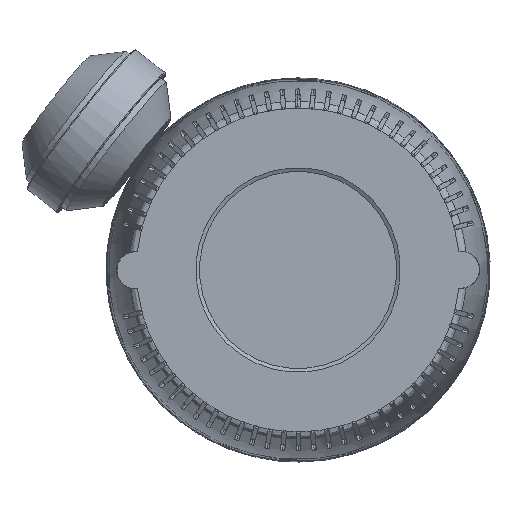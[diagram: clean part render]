
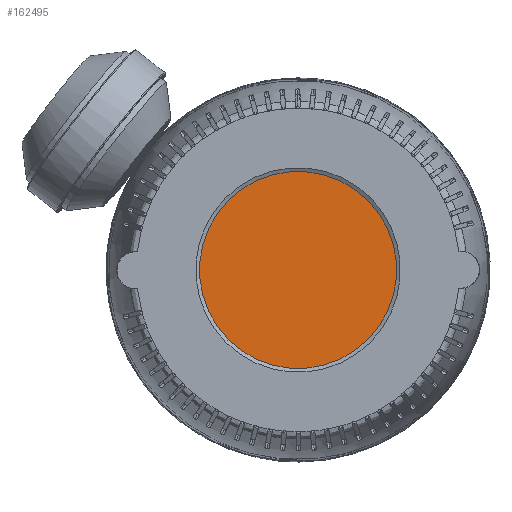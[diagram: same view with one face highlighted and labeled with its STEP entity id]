
A CAD part, front view. The second image highlights one B-rep face of the part: STEP entity #162495.
In plain terms, the highlighted face is planar.
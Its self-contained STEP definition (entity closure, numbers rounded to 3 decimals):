
#1468 = EDGE_LOOP ( 'NONE', ( #146267, #150599 ) ) ;
#21018 = AXIS2_PLACEMENT_3D ( 'NONE', #165346, #64379, #49011 ) ;
#29562 = VERTEX_POINT ( 'NONE', #111101 ) ;
#49011 = DIRECTION ( 'NONE',  ( -1., 0., 0. ) ) ;
#50511 = CARTESIAN_POINT ( 'NONE',  ( 8.5, 0., -120.1 ) ) ;
#64379 = DIRECTION ( 'NONE',  ( 0., 0., 1. ) ) ;
#70165 = CIRCLE ( 'NONE', #21018, 45.768 ) ;
#76154 = DIRECTION ( 'NONE',  ( -1., 0., 0. ) ) ;
#96245 = CARTESIAN_POINT ( 'NONE',  ( -37.268, 0., -120.1 ) ) ;
#106891 = CARTESIAN_POINT ( 'NONE',  ( 137.951, -0.242, -120.1 ) ) ;
#111101 = CARTESIAN_POINT ( 'NONE',  ( 54.268, 0., -120.1 ) ) ;
#118157 = EDGE_CURVE ( 'NONE', #152093, #29562, #70165, .T. ) ;
#119754 = DIRECTION ( 'NONE',  ( 0., 0., 1. ) ) ;
#137582 = FACE_OUTER_BOUND ( 'NONE', #1468, .T. ) ;
#146267 = ORIENTED_EDGE ( 'NONE', *, *, #118157, .F. ) ;
#150599 = ORIENTED_EDGE ( 'NONE', *, *, #179210, .F. ) ;
#152093 = VERTEX_POINT ( 'NONE', #96245 ) ;
#153958 = DIRECTION ( 'NONE',  ( 0., 0., -1. ) ) ;
#160476 = CIRCLE ( 'NONE', #189967, 45.768 ) ;
#162495 = ADVANCED_FACE ( 'NONE', ( #137582 ), #200039, .T. ) ;
#165346 = CARTESIAN_POINT ( 'NONE',  ( 8.5, 0., -120.1 ) ) ;
#165832 = DIRECTION ( 'NONE',  ( -1., 0., 0. ) ) ;
#179210 = EDGE_CURVE ( 'NONE', #29562, #152093, #160476, .T. ) ;
#189967 = AXIS2_PLACEMENT_3D ( 'NONE', #50511, #119754, #165832 ) ;
#195997 = AXIS2_PLACEMENT_3D ( 'NONE', #106891, #153958, #76154 ) ;
#200039 = PLANE ( 'NONE',  #195997 ) ;
